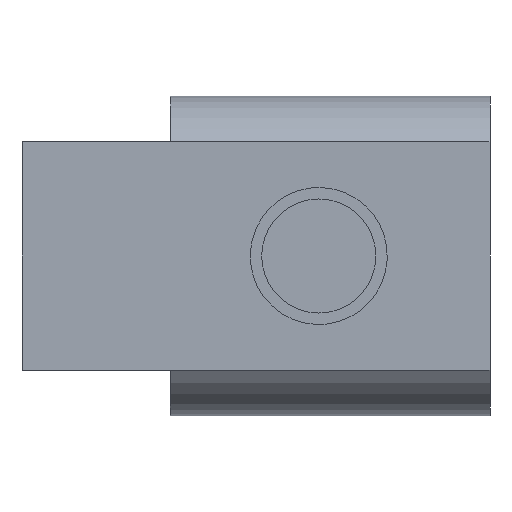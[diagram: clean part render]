
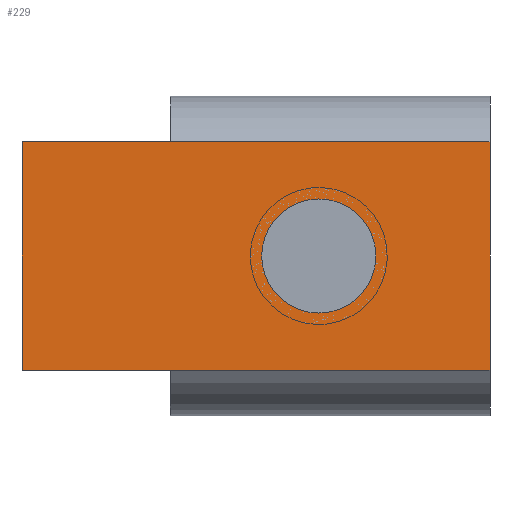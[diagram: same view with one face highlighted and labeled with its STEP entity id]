
A CAD part, front view. The second image highlights one B-rep face of the part: STEP entity #229.
In plain terms, the highlighted planar face has unit normal (0, -1, 0).
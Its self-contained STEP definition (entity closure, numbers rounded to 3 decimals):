
#7 = CARTESIAN_POINT ( 'NONE',  ( 7., 0., 5. ) ) ;
#9 = DIRECTION ( 'NONE',  ( 0., 0., 1. ) ) ;
#28 = VERTEX_POINT ( 'NONE', #743 ) ;
#29 = DIRECTION ( 'NONE',  ( 0., 0., 1. ) ) ;
#69 = CARTESIAN_POINT ( 'NONE',  ( 7., 0., 5. ) ) ;
#85 = ORIENTED_EDGE ( 'NONE', *, *, #455, .T. ) ;
#105 = EDGE_CURVE ( 'NONE', #283, #426, #226, .T. ) ;
#137 = VERTEX_POINT ( 'NONE', #677 ) ;
#173 = CIRCLE ( 'NONE', #738, 2.5 ) ;
#191 = VECTOR ( 'NONE', #517, 1000. ) ;
#199 = LINE ( 'NONE', #723, #482 ) ;
#202 = VECTOR ( 'NONE', #212, 1000. ) ;
#205 = CARTESIAN_POINT ( 'NONE',  ( -0.5, 0., 0. ) ) ;
#208 = LINE ( 'NONE', #602, #202 ) ;
#212 = DIRECTION ( 'NONE',  ( 1., 0., 0. ) ) ;
#222 = DIRECTION ( 'NONE',  ( -1., 0., 0. ) ) ;
#226 = LINE ( 'NONE', #521, #968 ) ;
#229 = ADVANCED_FACE ( 'NONE', ( #901, #757 ), #976, .F. ) ;
#262 = ORIENTED_EDGE ( 'NONE', *, *, #105, .F. ) ;
#265 = DIRECTION ( 'NONE',  ( -1., 0., 0. ) ) ;
#275 = CARTESIAN_POINT ( 'NONE',  ( -7., 0., -5. ) ) ;
#281 = DIRECTION ( 'NONE',  ( 0., 1., 0. ) ) ;
#283 = VERTEX_POINT ( 'NONE', #541 ) ;
#293 = DIRECTION ( 'NONE',  ( 0., 0., 1. ) ) ;
#313 = DIRECTION ( 'NONE',  ( 0., 0., -1. ) ) ;
#341 = VECTOR ( 'NONE', #9, 1000. ) ;
#343 = ORIENTED_EDGE ( 'NONE', *, *, #944, .T. ) ;
#366 = VECTOR ( 'NONE', #313, 1000. ) ;
#374 = CARTESIAN_POINT ( 'NONE',  ( -13.5, 0., -5. ) ) ;
#384 = EDGE_CURVE ( 'NONE', #572, #283, #924, .T. ) ;
#394 = ORIENTED_EDGE ( 'NONE', *, *, #601, .F. ) ;
#418 = EDGE_CURVE ( 'NONE', #28, #495, #173, .T. ) ;
#420 = DIRECTION ( 'NONE',  ( 0., 1., 0. ) ) ;
#426 = VERTEX_POINT ( 'NONE', #275 ) ;
#449 = CARTESIAN_POINT ( 'NONE',  ( 7., 0., 5. ) ) ;
#452 = CARTESIAN_POINT ( 'NONE',  ( -13.5, 0., 5. ) ) ;
#455 = EDGE_CURVE ( 'NONE', #572, #551, #199, .T. ) ;
#465 = EDGE_LOOP ( 'NONE', ( #85, #394, #581, #343, #262, #694 ) ) ;
#479 = AXIS2_PLACEMENT_3D ( 'NONE', #69, #281, #293 ) ;
#482 = VECTOR ( 'NONE', #265, 1000. ) ;
#495 = VERTEX_POINT ( 'NONE', #520 ) ;
#513 = VERTEX_POINT ( 'NONE', #374 ) ;
#515 = CIRCLE ( 'NONE', #622, 2.5 ) ;
#517 = DIRECTION ( 'NONE',  ( 1., 0., 0. ) ) ;
#520 = CARTESIAN_POINT ( 'NONE',  ( -0.5, 0., -2.5 ) ) ;
#521 = CARTESIAN_POINT ( 'NONE',  ( 7., 0., -5. ) ) ;
#541 = CARTESIAN_POINT ( 'NONE',  ( 7., 0., -5. ) ) ;
#551 = VERTEX_POINT ( 'NONE', #686 ) ;
#568 = LINE ( 'NONE', #701, #341 ) ;
#572 = VERTEX_POINT ( 'NONE', #449 ) ;
#581 = ORIENTED_EDGE ( 'NONE', *, *, #855, .F. ) ;
#585 = EDGE_CURVE ( 'NONE', #495, #28, #515, .T. ) ;
#599 = DIRECTION ( 'NONE',  ( 0., 1., 0. ) ) ;
#601 = EDGE_CURVE ( 'NONE', #137, #551, #682, .T. ) ;
#602 = CARTESIAN_POINT ( 'NONE',  ( -13.5, 0., -5. ) ) ;
#603 = ORIENTED_EDGE ( 'NONE', *, *, #585, .T. ) ;
#622 = AXIS2_PLACEMENT_3D ( 'NONE', #205, #599, #749 ) ;
#677 = CARTESIAN_POINT ( 'NONE',  ( -13.5, 0., 5. ) ) ;
#682 = LINE ( 'NONE', #452, #191 ) ;
#686 = CARTESIAN_POINT ( 'NONE',  ( -7., 0., 5. ) ) ;
#694 = ORIENTED_EDGE ( 'NONE', *, *, #384, .F. ) ;
#701 = CARTESIAN_POINT ( 'NONE',  ( -13.5, 0., -5. ) ) ;
#723 = CARTESIAN_POINT ( 'NONE',  ( 7., 0., 5. ) ) ;
#738 = AXIS2_PLACEMENT_3D ( 'NONE', #958, #420, #29 ) ;
#743 = CARTESIAN_POINT ( 'NONE',  ( -0.5, 0., 2.5 ) ) ;
#749 = DIRECTION ( 'NONE',  ( 0., 0., 1. ) ) ;
#757 = FACE_OUTER_BOUND ( 'NONE', #465, .T. ) ;
#855 = EDGE_CURVE ( 'NONE', #513, #137, #568, .T. ) ;
#901 = FACE_BOUND ( 'NONE', #931, .T. ) ;
#924 = LINE ( 'NONE', #7, #366 ) ;
#931 = EDGE_LOOP ( 'NONE', ( #961, #603 ) ) ;
#944 = EDGE_CURVE ( 'NONE', #513, #426, #208, .T. ) ;
#958 = CARTESIAN_POINT ( 'NONE',  ( -0.5, 0., 0. ) ) ;
#961 = ORIENTED_EDGE ( 'NONE', *, *, #418, .T. ) ;
#968 = VECTOR ( 'NONE', #222, 1000. ) ;
#976 = PLANE ( 'NONE',  #479 ) ;
